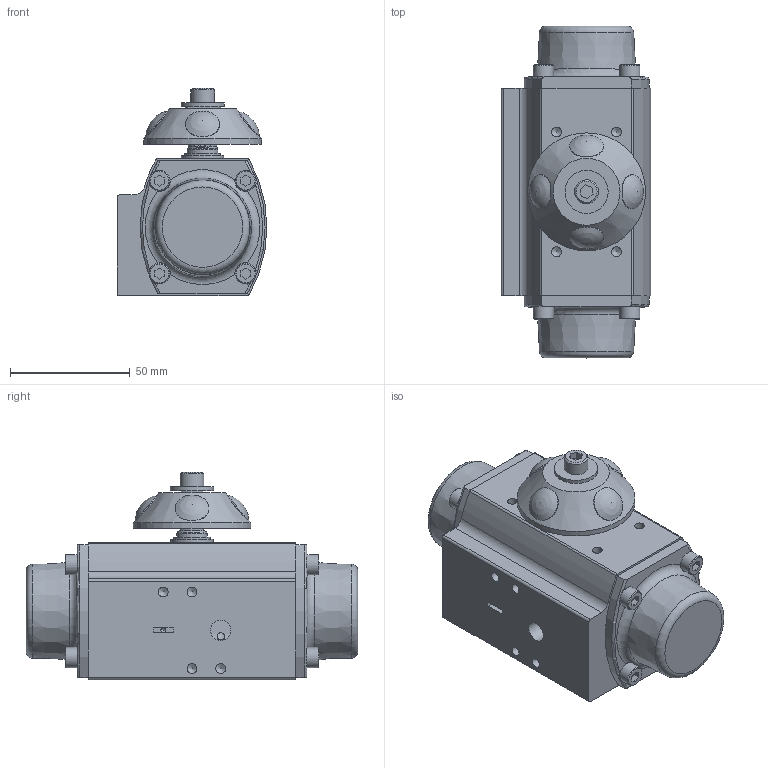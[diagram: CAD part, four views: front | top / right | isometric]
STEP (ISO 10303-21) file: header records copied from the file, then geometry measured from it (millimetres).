
FILE_DESCRIPTION(/* description */ (''),/* implementation_level */ '2;1');
FILE_NAME(/* name */ '40R-05-0101-SR-BSPP-A-1.stp',/* time_stamp */ '2019-06-17T15:58:28+01:00',/* author */ ('10150341'),/* organization */ (''),/* preprocessor_version */ 'ST-DEVELOPER v16.1',/* originating_system */ 'Autodesk Inventor 2016',/* authorisation */ '');
FILE_SCHEMA (('CONFIG_CONTROL_DESIGN'));
Length unit declared in the file: centimetre
Products named in the file (1): 40R-05-0101-SR-BSPP-A-1
Bounding box: 62.58 x 138.56 x 86.55 mm (x, y, z)
Volume: 380113.1 mm3; surface area: 50508.4 mm2
Topology: 2 solids, 4 shells, 391 faces, 1004 edges, 650 vertices
Faces by surface type: plane 164, cylinder 106, cone 62, torus 35, bspline 20, sphere 4
Full cylindrical faces by diameter (mm): 1.96 x1, 3.1 x2, 4.134 x12, 8.5 x8, 8.566 x2, 10 x1, 12.885 x1, 15.07 x1, 17.7 x1, 18 x1, 18.935 x1, 21.15 x1, 49.25 x1
Entity records: 13036 total; most frequent: CARTESIAN_POINT 3984, DIRECTION 1772, ORIENTED_EDGE 1744, EDGE_CURVE 872, AXIS2_PLACEMENT_3D 752, VERTEX_POINT 606, EDGE_LOOP 508, FACE_OUTER_BOUND 390
